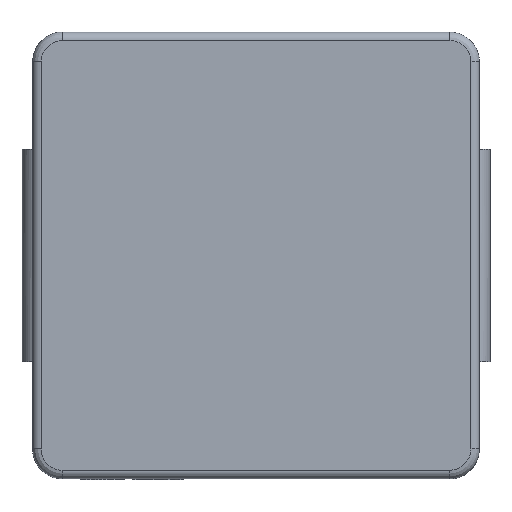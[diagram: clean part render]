
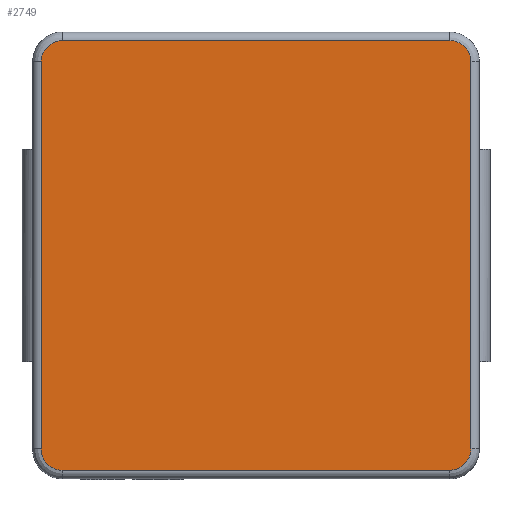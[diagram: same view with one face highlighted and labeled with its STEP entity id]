
A CAD part, top view. The second image highlights one B-rep face of the part: STEP entity #2749.
In plain terms, the highlighted free-form (B-spline) face has degree [1, 1] with [2, 2] control points.
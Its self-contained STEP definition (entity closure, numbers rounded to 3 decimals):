
#2749 = ADVANCED_FACE('',(#2750),#2812,.F.);
#2750 = FACE_BOUND('',#2751,.T.);
#2751 = EDGE_LOOP('',(#2752,#2761,#2769,#2776,#2784,#2791,#2799,#2806));
#2752 = ORIENTED_EDGE('',*,*,#2753,.T.);
#2753 = EDGE_CURVE('',#2754,#2756,#2758,.T.);
#2754 = VERTEX_POINT('',#2755);
#2755 = CARTESIAN_POINT('',(2.02,-1.82,1.2));
#2756 = VERTEX_POINT('',#2757);
#2757 = CARTESIAN_POINT('',(2.02,1.82,1.2));
#2758 = B_SPLINE_CURVE_WITH_KNOTS('',1,(#2759,#2760),.UNSPECIFIED.,.F.,
  .F.,(2,2),(-1.82,1.82),.PIECEWISE_BEZIER_KNOTS.);
#2759 = CARTESIAN_POINT('',(2.02,-1.82,1.2));
#2760 = CARTESIAN_POINT('',(2.02,1.82,1.2));
#2761 = ORIENTED_EDGE('',*,*,#2762,.T.);
#2762 = EDGE_CURVE('',#2756,#2763,#2765,.T.);
#2763 = VERTEX_POINT('',#2764);
#2764 = CARTESIAN_POINT('',(1.82,2.02,1.2));
#2765 = ( BOUNDED_CURVE() B_SPLINE_CURVE(2,(#2766,#2767,#2768),
.UNSPECIFIED.,.F.,.F.) B_SPLINE_CURVE_WITH_KNOTS((3,3),(3.142,
4.712),.PIECEWISE_BEZIER_KNOTS.) CURVE() 
GEOMETRIC_REPRESENTATION_ITEM() RATIONAL_B_SPLINE_CURVE((1.,
0.707,1.)) REPRESENTATION_ITEM('') );
#2766 = CARTESIAN_POINT('',(2.02,1.82,1.2));
#2767 = CARTESIAN_POINT('',(2.02,2.02,1.2));
#2768 = CARTESIAN_POINT('',(1.82,2.02,1.2));
#2769 = ORIENTED_EDGE('',*,*,#2770,.T.);
#2770 = EDGE_CURVE('',#2763,#2771,#2773,.T.);
#2771 = VERTEX_POINT('',#2772);
#2772 = CARTESIAN_POINT('',(-1.82,2.02,1.2));
#2773 = B_SPLINE_CURVE_WITH_KNOTS('',1,(#2774,#2775),.UNSPECIFIED.,.F.,
  .F.,(2,2),(-1.82,1.82),.PIECEWISE_BEZIER_KNOTS.);
#2774 = CARTESIAN_POINT('',(1.82,2.02,1.2));
#2775 = CARTESIAN_POINT('',(-1.82,2.02,1.2));
#2776 = ORIENTED_EDGE('',*,*,#2777,.T.);
#2777 = EDGE_CURVE('',#2771,#2778,#2780,.T.);
#2778 = VERTEX_POINT('',#2779);
#2779 = CARTESIAN_POINT('',(-2.02,1.82,1.2));
#2780 = ( BOUNDED_CURVE() B_SPLINE_CURVE(2,(#2781,#2782,#2783),
.UNSPECIFIED.,.F.,.F.) B_SPLINE_CURVE_WITH_KNOTS((3,3),(4.712,
6.283),.PIECEWISE_BEZIER_KNOTS.) CURVE() 
GEOMETRIC_REPRESENTATION_ITEM() RATIONAL_B_SPLINE_CURVE((1.,
0.707,1.)) REPRESENTATION_ITEM('') );
#2781 = CARTESIAN_POINT('',(-1.82,2.02,1.2));
#2782 = CARTESIAN_POINT('',(-2.02,2.02,1.2));
#2783 = CARTESIAN_POINT('',(-2.02,1.82,1.2));
#2784 = ORIENTED_EDGE('',*,*,#2785,.T.);
#2785 = EDGE_CURVE('',#2778,#2786,#2788,.T.);
#2786 = VERTEX_POINT('',#2787);
#2787 = CARTESIAN_POINT('',(-2.02,-1.82,1.2));
#2788 = B_SPLINE_CURVE_WITH_KNOTS('',1,(#2789,#2790),.UNSPECIFIED.,.F.,
  .F.,(2,2),(-1.82,1.82),.PIECEWISE_BEZIER_KNOTS.);
#2789 = CARTESIAN_POINT('',(-2.02,1.82,1.2));
#2790 = CARTESIAN_POINT('',(-2.02,-1.82,1.2));
#2791 = ORIENTED_EDGE('',*,*,#2792,.T.);
#2792 = EDGE_CURVE('',#2786,#2793,#2795,.T.);
#2793 = VERTEX_POINT('',#2794);
#2794 = CARTESIAN_POINT('',(-1.82,-2.02,1.2));
#2795 = ( BOUNDED_CURVE() B_SPLINE_CURVE(2,(#2796,#2797,#2798),
.UNSPECIFIED.,.F.,.F.) B_SPLINE_CURVE_WITH_KNOTS((3,3),(0.,
1.571),.PIECEWISE_BEZIER_KNOTS.) CURVE() 
GEOMETRIC_REPRESENTATION_ITEM() RATIONAL_B_SPLINE_CURVE((1.,
0.707,1.)) REPRESENTATION_ITEM('') );
#2796 = CARTESIAN_POINT('',(-2.02,-1.82,1.2));
#2797 = CARTESIAN_POINT('',(-2.02,-2.02,1.2));
#2798 = CARTESIAN_POINT('',(-1.82,-2.02,1.2));
#2799 = ORIENTED_EDGE('',*,*,#2800,.T.);
#2800 = EDGE_CURVE('',#2793,#2801,#2803,.T.);
#2801 = VERTEX_POINT('',#2802);
#2802 = CARTESIAN_POINT('',(1.82,-2.02,1.2));
#2803 = B_SPLINE_CURVE_WITH_KNOTS('',1,(#2804,#2805),.UNSPECIFIED.,.F.,
  .F.,(2,2),(-1.82,1.82),.PIECEWISE_BEZIER_KNOTS.);
#2804 = CARTESIAN_POINT('',(-1.82,-2.02,1.2));
#2805 = CARTESIAN_POINT('',(1.82,-2.02,1.2));
#2806 = ORIENTED_EDGE('',*,*,#2807,.T.);
#2807 = EDGE_CURVE('',#2801,#2754,#2808,.T.);
#2808 = ( BOUNDED_CURVE() B_SPLINE_CURVE(2,(#2809,#2810,#2811),
.UNSPECIFIED.,.F.,.F.) B_SPLINE_CURVE_WITH_KNOTS((3,3),(1.571,
3.142),.PIECEWISE_BEZIER_KNOTS.) CURVE() 
GEOMETRIC_REPRESENTATION_ITEM() RATIONAL_B_SPLINE_CURVE((1.,
0.707,1.)) REPRESENTATION_ITEM('') );
#2809 = CARTESIAN_POINT('',(1.82,-2.02,1.2));
#2810 = CARTESIAN_POINT('',(2.02,-2.02,1.2));
#2811 = CARTESIAN_POINT('',(2.02,-1.82,1.2));
#2812 = B_SPLINE_SURFACE_WITH_KNOTS('',1,1,(
    (#2813,#2814)
    ,(#2815,#2816
    )),.UNSPECIFIED.,.F.,.F.,.F.,(2,2),(2,2),(-2.02,2.02),(-2.02,2.02),
  .PIECEWISE_BEZIER_KNOTS.);
#2813 = CARTESIAN_POINT('',(2.02,-2.02,1.2));
#2814 = CARTESIAN_POINT('',(2.02,2.02,1.2));
#2815 = CARTESIAN_POINT('',(-2.02,-2.02,1.2));
#2816 = CARTESIAN_POINT('',(-2.02,2.02,1.2));
